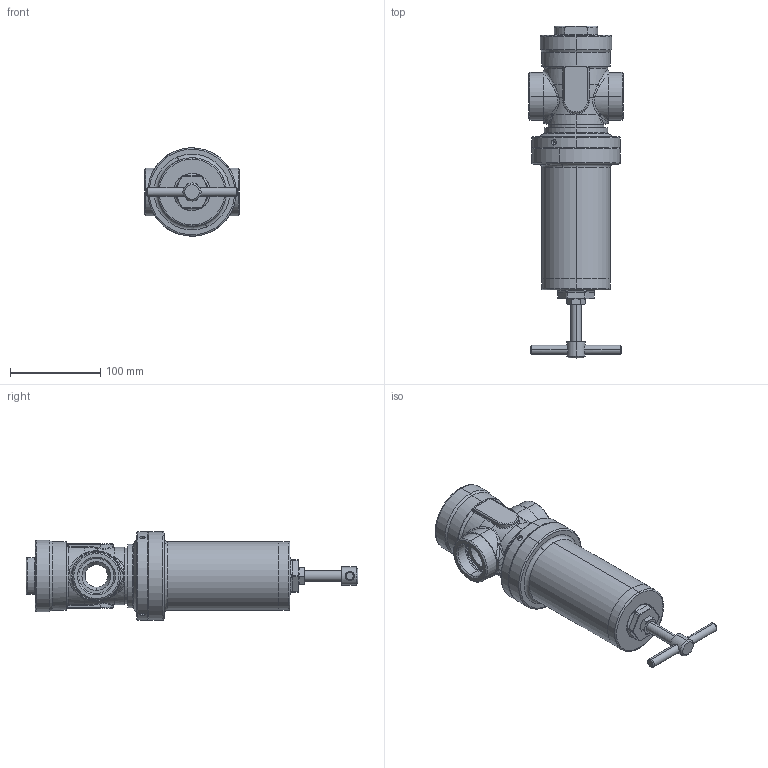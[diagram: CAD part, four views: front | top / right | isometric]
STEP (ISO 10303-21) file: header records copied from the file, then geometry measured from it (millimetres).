
FILE_DESCRIPTION (( 'STEP AP203' ), '1' );
FILE_NAME ('Typ_80-BG_II-G114M-G114M-KØ84.STEP', '2021-08-02T08:13:35', ( '' ), ( '' ), 'SwSTEP 2.0', 'SolidWorks 2016', '' );
FILE_SCHEMA (( 'CONFIG_CONTROL_DESIGN' ));
Length unit declared in the file: millimetre
Products named in the file (1): Typ_80-BG_II-G114M-G114M-KØ84
Bounding box: 105 x 368 x 98 mm (x, y, z)
Volume: 474420 mm3; surface area: 201885.4 mm2
Topology: 8 solids, 8 shells, 463 faces, 1046 edges, 610 vertices
Faces by surface type: cylinder 150, cone 110, torus 78, plane 63, bspline 62
Entity records: 16784 total; most frequent: CARTESIAN_POINT 6805, DIRECTION 2084, ORIENTED_EDGE 2068, EDGE_CURVE 1034, AXIS2_PLACEMENT_3D 907, VERTEX_POINT 610, EDGE_LOOP 508, CIRCLE 505
